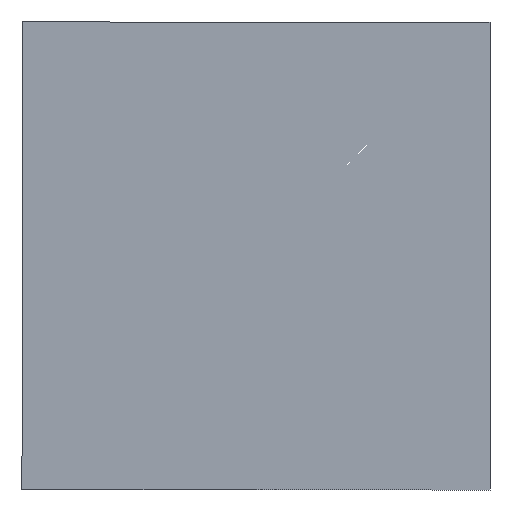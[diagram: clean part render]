
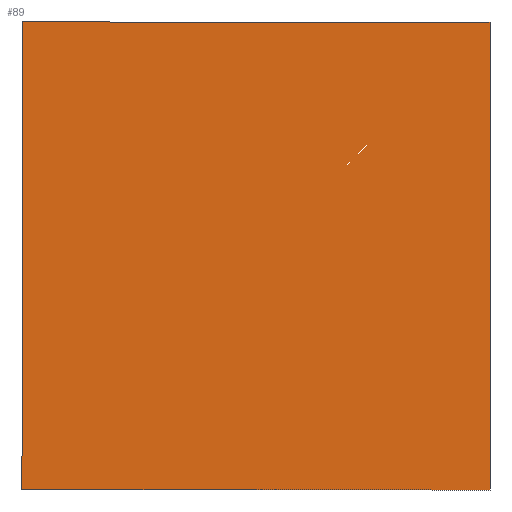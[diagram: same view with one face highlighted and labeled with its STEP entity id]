
A CAD part, front view. The second image highlights one B-rep face of the part: STEP entity #89.
In plain terms, the highlighted planar face has unit normal (0, -1, 0).
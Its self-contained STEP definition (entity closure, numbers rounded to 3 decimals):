
#10 = EDGE_CURVE ( 'NONE', #214, #30, #165, .T. ) ;
#11 = PLANE ( 'NONE',  #68 ) ;
#15 = CARTESIAN_POINT ( 'NONE',  ( -0.45, 0., -0.45 ) ) ;
#20 = EDGE_CURVE ( 'NONE', #30, #200, #158, .T. ) ;
#22 = DIRECTION ( 'NONE',  ( -1., 0., 0. ) ) ;
#30 = VERTEX_POINT ( 'NONE', #172 ) ;
#51 = VECTOR ( 'NONE', #22, 1000. ) ;
#66 = EDGE_LOOP ( 'NONE', ( #95, #175, #310, #120 ) ) ;
#68 = AXIS2_PLACEMENT_3D ( 'NONE', #111, #199, #206 ) ;
#71 = VECTOR ( 'NONE', #138, 1000. ) ;
#89 = ADVANCED_FACE ( 'NONE', ( #283 ), #11, .F. ) ;
#95 = ORIENTED_EDGE ( 'NONE', *, *, #10, .F. ) ;
#104 = EDGE_CURVE ( 'NONE', #240, #214, #400, .T. ) ;
#109 = VECTOR ( 'NONE', #146, 1000. ) ;
#111 = CARTESIAN_POINT ( 'NONE',  ( 0., 0., 0. ) ) ;
#120 = ORIENTED_EDGE ( 'NONE', *, *, #20, .F. ) ;
#138 = DIRECTION ( 'NONE',  ( 1., 0., 0. ) ) ;
#145 = LINE ( 'NONE', #355, #311 ) ;
#146 = DIRECTION ( 'NONE',  ( 0., 0., 1. ) ) ;
#154 = CARTESIAN_POINT ( 'NONE',  ( 0.45, 0., 0.45 ) ) ;
#158 = LINE ( 'NONE', #333, #71 ) ;
#165 = LINE ( 'NONE', #15, #109 ) ;
#172 = CARTESIAN_POINT ( 'NONE',  ( -0.45, 0., 0.45 ) ) ;
#175 = ORIENTED_EDGE ( 'NONE', *, *, #104, .F. ) ;
#193 = DIRECTION ( 'NONE',  ( 0., 0., -1. ) ) ;
#199 = DIRECTION ( 'NONE',  ( 0., 1., 0. ) ) ;
#200 = VERTEX_POINT ( 'NONE', #154 ) ;
#206 = DIRECTION ( 'NONE',  ( 0., 0., 1. ) ) ;
#213 = CARTESIAN_POINT ( 'NONE',  ( -0.45, 0., -0.45 ) ) ;
#214 = VERTEX_POINT ( 'NONE', #213 ) ;
#240 = VERTEX_POINT ( 'NONE', #248 ) ;
#248 = CARTESIAN_POINT ( 'NONE',  ( 0.45, 0., -0.45 ) ) ;
#283 = FACE_OUTER_BOUND ( 'NONE', #66, .T. ) ;
#310 = ORIENTED_EDGE ( 'NONE', *, *, #416, .F. ) ;
#311 = VECTOR ( 'NONE', #193, 1000. ) ;
#333 = CARTESIAN_POINT ( 'NONE',  ( -0.45, 0., 0.45 ) ) ;
#355 = CARTESIAN_POINT ( 'NONE',  ( 0.45, 0., -0.45 ) ) ;
#400 = LINE ( 'NONE', #409, #51 ) ;
#409 = CARTESIAN_POINT ( 'NONE',  ( -0.45, 0., -0.45 ) ) ;
#416 = EDGE_CURVE ( 'NONE', #200, #240, #145, .T. ) ;
